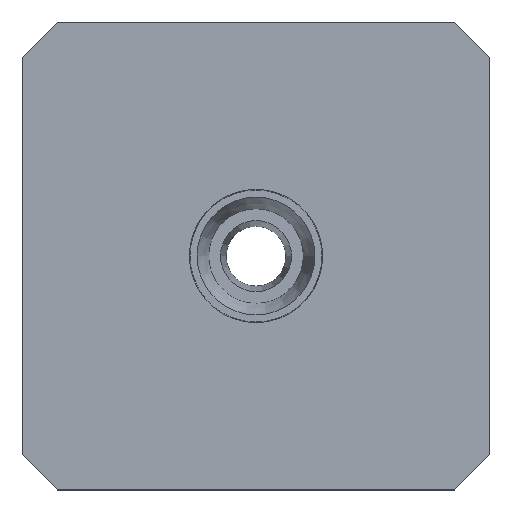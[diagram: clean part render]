
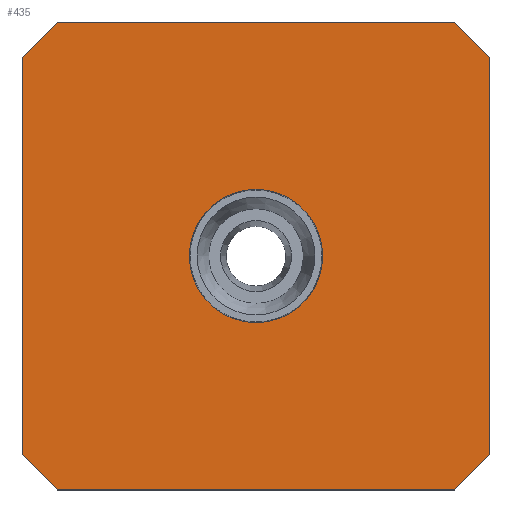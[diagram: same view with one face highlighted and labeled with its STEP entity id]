
A CAD part, top view. The second image highlights one B-rep face of the part: STEP entity #435.
In plain terms, the highlighted planar face has unit normal (0, 0, 1).
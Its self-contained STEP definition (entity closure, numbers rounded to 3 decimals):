
#31=CIRCLE('',#458,47.);
#140=ORIENTED_EDGE('',*,*,#172,.F.);
#141=ORIENTED_EDGE('',*,*,#149,.T.);
#142=ORIENTED_EDGE('',*,*,#153,.T.);
#143=ORIENTED_EDGE('',*,*,#156,.T.);
#144=ORIENTED_EDGE('',*,*,#159,.T.);
#145=ORIENTED_EDGE('',*,*,#162,.T.);
#146=ORIENTED_EDGE('',*,*,#165,.T.);
#147=ORIENTED_EDGE('',*,*,#168,.T.);
#148=ORIENTED_EDGE('',*,*,#173,.T.);
#149=EDGE_CURVE('',#195,#196,#233,.T.);
#153=EDGE_CURVE('',#196,#199,#237,.T.);
#156=EDGE_CURVE('',#199,#201,#240,.T.);
#159=EDGE_CURVE('',#201,#203,#243,.T.);
#162=EDGE_CURVE('',#203,#205,#246,.T.);
#165=EDGE_CURVE('',#205,#207,#249,.T.);
#168=EDGE_CURVE('',#207,#209,#252,.T.);
#172=EDGE_CURVE('',#212,#212,#31,.T.);
#173=EDGE_CURVE('',#209,#195,#255,.T.);
#195=VERTEX_POINT('',#637);
#196=VERTEX_POINT('',#638);
#199=VERTEX_POINT('',#646);
#201=VERTEX_POINT('',#652);
#203=VERTEX_POINT('',#658);
#205=VERTEX_POINT('',#664);
#207=VERTEX_POINT('',#670);
#209=VERTEX_POINT('',#676);
#212=VERTEX_POINT('',#684);
#233=LINE('',#636,#257);
#237=LINE('',#645,#261);
#240=LINE('',#651,#264);
#243=LINE('',#657,#267);
#246=LINE('',#663,#270);
#249=LINE('',#669,#273);
#252=LINE('',#675,#276);
#255=LINE('',#686,#279);
#257=VECTOR('',#506,1000.);
#261=VECTOR('',#512,1000.);
#264=VECTOR('',#517,1000.);
#267=VECTOR('',#522,1000.);
#270=VECTOR('',#527,1000.);
#273=VECTOR('',#532,1000.);
#276=VECTOR('',#537,1000.);
#279=VECTOR('',#548,1000.);
#333=EDGE_LOOP('',(#140));
#334=EDGE_LOOP('',(#141,#142,#143,#144,#145,#146,#147,#148));
#387=FACE_BOUND('',#333,.T.);
#388=FACE_BOUND('',#334,.T.);
#404=PLANE('',#501);
#435=ADVANCED_FACE('',(#387,#388),#404,.T.);
#458=AXIS2_PLACEMENT_3D('',#683,#544,#545);
#501=AXIS2_PLACEMENT_3D('',#749,#632,#633);
#506=DIRECTION('',(0.,-1.,0.));
#512=DIRECTION('',(0.707,-0.707,0.));
#517=DIRECTION('',(1.,0.,0.));
#522=DIRECTION('',(0.707,0.707,0.));
#527=DIRECTION('',(0.,1.,0.));
#532=DIRECTION('',(-0.707,0.707,0.));
#537=DIRECTION('',(-1.,0.,0.));
#544=DIRECTION('',(0.,0.,1.));
#545=DIRECTION('',(1.,0.,0.));
#548=DIRECTION('',(-0.707,-0.707,0.));
#632=DIRECTION('',(0.,0.,1.));
#633=DIRECTION('',(1.,0.,0.));
#636=CARTESIAN_POINT('',(-165.,140.251,1.3));
#637=CARTESIAN_POINT('',(-165.,140.251,1.3));
#638=CARTESIAN_POINT('',(-165.,-140.251,1.3));
#645=CARTESIAN_POINT('',(-165.,-140.251,1.3));
#646=CARTESIAN_POINT('',(-140.251,-165.,1.3));
#651=CARTESIAN_POINT('',(-140.251,-165.,1.3));
#652=CARTESIAN_POINT('',(140.251,-165.,1.3));
#657=CARTESIAN_POINT('',(140.251,-165.,1.3));
#658=CARTESIAN_POINT('',(165.,-140.251,1.3));
#663=CARTESIAN_POINT('',(165.,-140.251,1.3));
#664=CARTESIAN_POINT('',(165.,140.251,1.3));
#669=CARTESIAN_POINT('',(165.,140.251,1.3));
#670=CARTESIAN_POINT('',(140.251,165.,1.3));
#675=CARTESIAN_POINT('',(140.251,165.,1.3));
#676=CARTESIAN_POINT('',(-140.251,165.,1.3));
#683=CARTESIAN_POINT('',(0.,0.,1.3));
#684=CARTESIAN_POINT('',(47.,0.,1.3));
#686=CARTESIAN_POINT('',(-140.251,165.,1.3));
#749=CARTESIAN_POINT('',(170.,170.,1.3));
